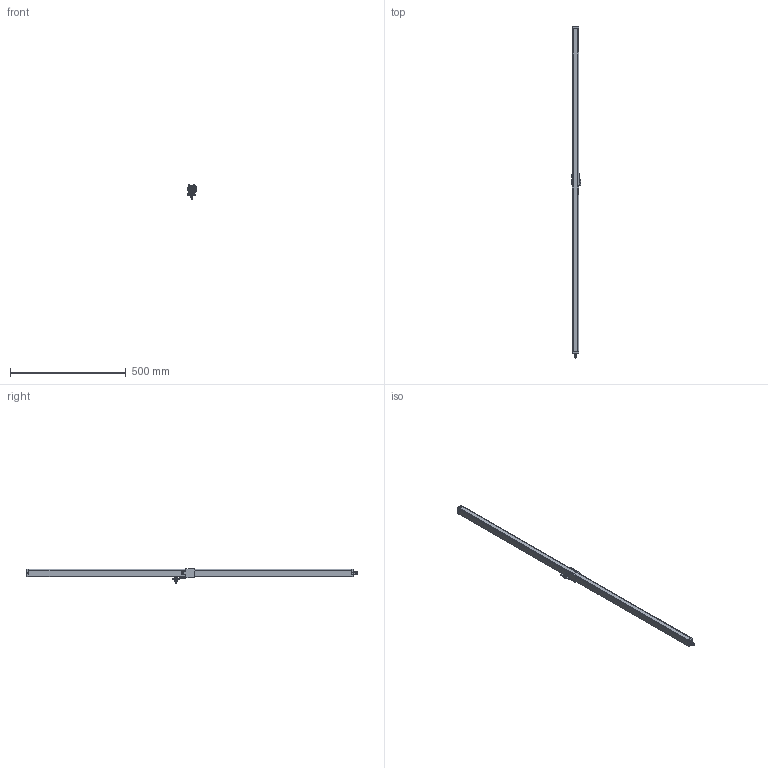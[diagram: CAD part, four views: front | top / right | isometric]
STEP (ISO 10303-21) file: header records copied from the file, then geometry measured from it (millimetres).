
FILE_DESCRIPTION((''),'2;1');
FILE_NAME('139573_SW','2008-07-16T',('banengservice'),('BANNER ENGINEERING'),'PRO/ENGINEER BY PARAMETRIC TECHNOLOGY CORPORATION, 2006170','PRO/ENGINEER BY PARAMETRIC TECHNOLOGY CORPORATION, 2006170','');
FILE_SCHEMA(('CONFIG_CONTROL_DESIGN'));
Products named in the file (1): 139573_SW
Bounding box: 42.29 x 1434.8 x 61.34 mm (x, y, z)
Volume: 361323.8 mm3; surface area: 382520.5 mm2
Topology: 1 solids, 1 shells, 1036 faces, 2774 edges, 1756 vertices
Faces by surface type: plane 441, cylinder 439, bspline 91, torus 52, cone 13
Entity records: 52236 total; most frequent: CARTESIAN_POINT 26210, ORIENTED_EDGE 5548, DIRECTION 5423, EDGE_CURVE 2774, AXIS2_PLACEMENT_3D 1952, VERTEX_POINT 1756, VECTOR 1519, LINE 1519
